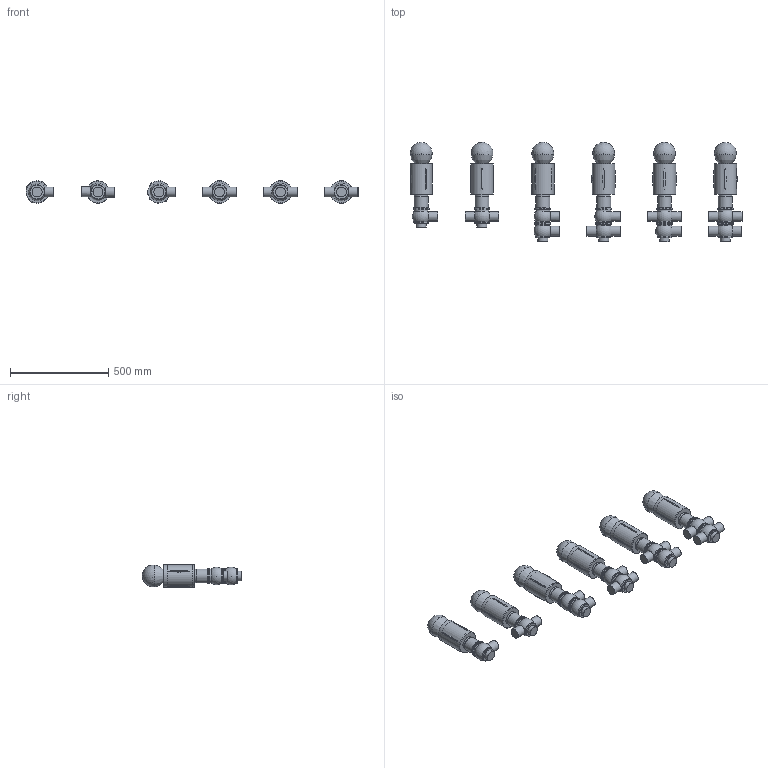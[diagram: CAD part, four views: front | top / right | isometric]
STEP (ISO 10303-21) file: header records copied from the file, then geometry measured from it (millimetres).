
FILE_DESCRIPTION((''),'2;1');
FILE_NAME('BBZP-DN0508.stp','2008-09-24T16:59:26',('malp-m'),(''),'Autodesk Inventor 2008','Autodesk Inventor 2008','');
FILE_SCHEMA(('AUTOMOTIVE_DESIGN { 1 0 10303 214 1 1 1 1 }'));
Length unit declared in the file: millimetre
Products named in the file (8): BBZP-DN050; J-GIOTTO; CIL108; Assemblaggio-DN050; COR-INF-L-SAL-DN50; COR-INF-T-SAL-DN50; COR-SUP-L-SAL-DN50; COR-SUP-T-SAL-DN50
Assembly tree (28 placements, depth 2):
  BBZP-DN050
    J-GIOTTO  x6
    CIL108  x6
    Assemblaggio-DN050  x6
    COR-INF-L-SAL-DN50  x3
    COR-INF-T-SAL-DN50  x3
    COR-SUP-L-SAL-DN50  x2
    COR-SUP-T-SAL-DN50  x2
Bounding box: 1691.81 x 505.85 x 119.56 mm (x, y, z)
Volume: 28556699.8 mm3; surface area: 1672460 mm2
Topology: 34 solids, 34 shells, 318 faces, 656 edges, 435 vertices
Faces by surface type: cylinder 91, plane 83, cone 80, torus 42, sphere 16, bspline 6
Full cylindrical faces by diameter (mm): 50.8 x21, 69 x6, 71 x6, 73 x26, 81 x20, 108.5 x6, 114 x6
Entity records: 2794 total; most frequent: CARTESIAN_POINT 982, DIRECTION 370, ORIENTED_EDGE 212, AXIS2_PLACEMENT_3D 185, EDGE_LOOP 137, EDGE_CURVE 106, VERTEX_POINT 95, FACE_OUTER_BOUND 82
